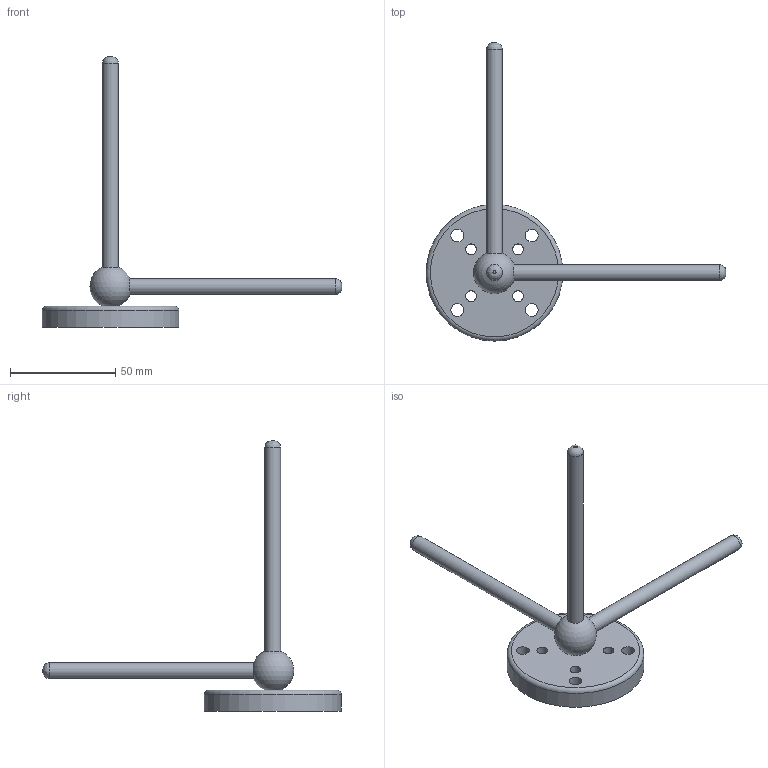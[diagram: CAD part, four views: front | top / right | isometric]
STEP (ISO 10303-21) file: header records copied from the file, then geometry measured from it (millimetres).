
FILE_DESCRIPTION(/* description */ (''),/* implementation_level */ '2;1');
FILE_NAME(/* name */ 'Viewpoint.stp',/* time_stamp */ '2022-12-18T13:59:44Z',/* author */ ('romanp'),/* organization */ (''),/* preprocessor_version */ 'ST-DEVELOPER v19',/* originating_system */ 'Autodesk Inventor 2023',/* authorisation */ '');
FILE_SCHEMA (('AUTOMOTIVE_DESIGN { 1 0 10303 214 3 1 1 }'));
Length unit declared in the file: millimetre
Products named in the file (3): Assembly1; Part_Top; Viewpoint_T1
Assembly tree (2 placements, depth 2):
  Assembly1
    Part_Top
    Viewpoint_T1
Bounding box: 142.5 x 141.77 x 128.54 mm (x, y, z)
Volume: 48320.8 mm3; surface area: 18917.6 mm2
Topology: 5 solids, 5 shells, 35 faces, 61 edges, 39 vertices
Faces by surface type: cylinder 17, plane 13, bspline 3, torus 1, sphere 1
Full cylindrical faces by diameter (mm): 5.1 x4, 6.1 x4, 7.5 x8, 65 x1
Entity records: 1115 total; most frequent: CARTESIAN_POINT 219, DIRECTION 181, ORIENTED_EDGE 122, AXIS2_PLACEMENT_3D 82, EDGE_CURVE 61, EDGE_LOOP 54, CIRCLE 44, VERTEX_POINT 39
